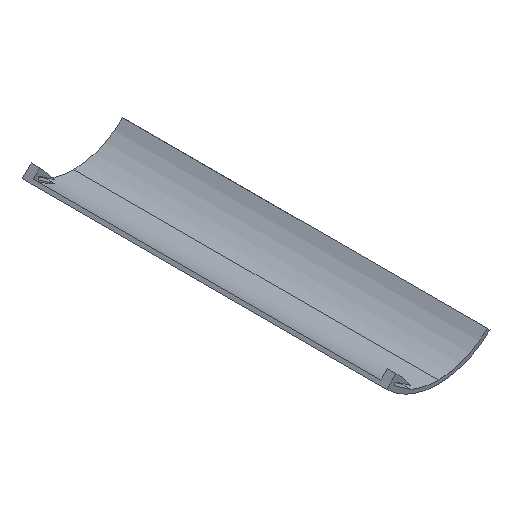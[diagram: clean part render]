
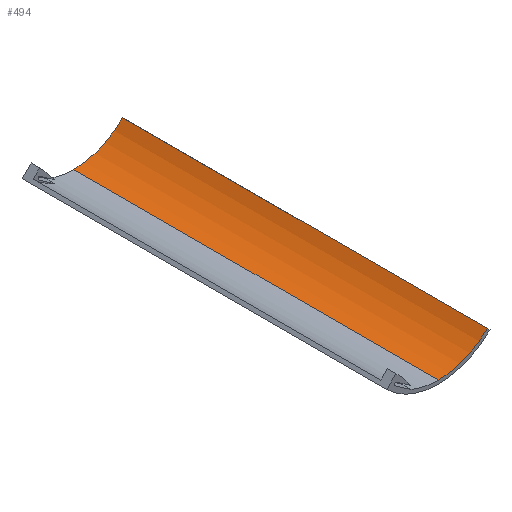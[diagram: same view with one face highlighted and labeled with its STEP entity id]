
A CAD part, isometric view. The second image highlights one B-rep face of the part: STEP entity #494.
In plain terms, the highlighted cylindrical face has radius 57 mm (diameter 114 mm), a partial arc.
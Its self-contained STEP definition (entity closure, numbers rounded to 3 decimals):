
#8 = EDGE_LOOP ( 'NONE', ( #358, #378, #351, #319 ) ) ;
#80 = CARTESIAN_POINT ( 'NONE',  ( 0., 0., -57. ) ) ;
#83 = VERTEX_POINT ( 'NONE', #357 ) ;
#85 = DIRECTION ( 'NONE',  ( 0., -1., 0. ) ) ;
#99 = EDGE_CURVE ( 'NONE', #259, #83, #361, .T. ) ;
#126 = CIRCLE ( 'NONE', #591, 57. ) ;
#173 = DIRECTION ( 'NONE',  ( 0., 0., -1. ) ) ;
#183 = CYLINDRICAL_SURFACE ( 'NONE', #334, 57. ) ;
#210 = VECTOR ( 'NONE', #615, 1000. ) ;
#213 = VERTEX_POINT ( 'NONE', #632 ) ;
#235 = LINE ( 'NONE', #524, #364 ) ;
#244 = EDGE_CURVE ( 'NONE', #259, #428, #624, .T. ) ;
#258 = DIRECTION ( 'NONE',  ( 0., 0., -1. ) ) ;
#259 = VERTEX_POINT ( 'NONE', #289 ) ;
#271 = DIRECTION ( 'NONE',  ( 0., 1., 0. ) ) ;
#280 = DIRECTION ( 'NONE',  ( 0., 0., -1. ) ) ;
#285 = FACE_OUTER_BOUND ( 'NONE', #8, .T. ) ;
#289 = CARTESIAN_POINT ( 'NONE',  ( 0., 150., -57. ) ) ;
#319 = ORIENTED_EDGE ( 'NONE', *, *, #561, .T. ) ;
#324 = CARTESIAN_POINT ( 'NONE',  ( 0., -150., 0. ) ) ;
#334 = AXIS2_PLACEMENT_3D ( 'NONE', #565, #85, #173 ) ;
#351 = ORIENTED_EDGE ( 'NONE', *, *, #496, .T. ) ;
#357 = CARTESIAN_POINT ( 'NONE',  ( 0., -150., -57. ) ) ;
#358 = ORIENTED_EDGE ( 'NONE', *, *, #244, .F. ) ;
#361 = LINE ( 'NONE', #80, #210 ) ;
#364 = VECTOR ( 'NONE', #271, 1000. ) ;
#378 = ORIENTED_EDGE ( 'NONE', *, *, #99, .T. ) ;
#428 = VERTEX_POINT ( 'NONE', #596 ) ;
#444 = DIRECTION ( 'NONE',  ( 0., -1., 0. ) ) ;
#471 = AXIS2_PLACEMENT_3D ( 'NONE', #487, #444, #258 ) ;
#487 = CARTESIAN_POINT ( 'NONE',  ( 0., 150., 0. ) ) ;
#494 = ADVANCED_FACE ( 'NONE', ( #285 ), #183, .F. ) ;
#496 = EDGE_CURVE ( 'NONE', #83, #213, #126, .T. ) ;
#520 = DIRECTION ( 'NONE',  ( 0., -1., 0. ) ) ;
#524 = CARTESIAN_POINT ( 'NONE',  ( 40.305, 0., -40.305 ) ) ;
#561 = EDGE_CURVE ( 'NONE', #213, #428, #235, .T. ) ;
#565 = CARTESIAN_POINT ( 'NONE',  ( 0., 0., 0. ) ) ;
#591 = AXIS2_PLACEMENT_3D ( 'NONE', #324, #520, #280 ) ;
#596 = CARTESIAN_POINT ( 'NONE',  ( 40.305, 150., -40.305 ) ) ;
#615 = DIRECTION ( 'NONE',  ( 0., -1., 0. ) ) ;
#624 = CIRCLE ( 'NONE', #471, 57. ) ;
#632 = CARTESIAN_POINT ( 'NONE',  ( 40.305, -150., -40.305 ) ) ;
